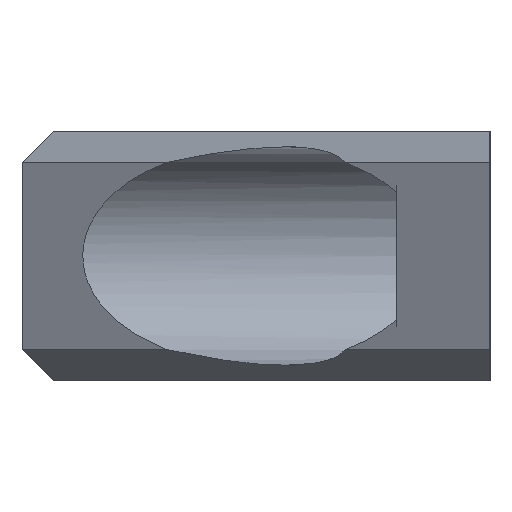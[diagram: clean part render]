
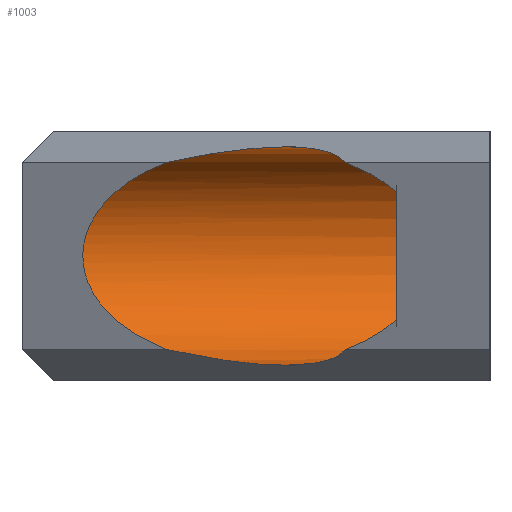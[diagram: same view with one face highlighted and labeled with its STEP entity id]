
A CAD part, left-side view. The second image highlights one B-rep face of the part: STEP entity #1003.
In plain terms, the highlighted cylindrical face has radius 3.5 mm (diameter 7 mm), a partial arc.
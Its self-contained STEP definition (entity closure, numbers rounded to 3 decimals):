
#6 = EDGE_CURVE ( 'NONE', #590, #631, #1193, .T. ) ;
#12 = CARTESIAN_POINT ( 'NONE',  ( 4.729, 6.562, 7.5 ) ) ;
#36 = CARTESIAN_POINT ( 'NONE',  ( 5.368, 7.576, 7.5 ) ) ;
#43 = CARTESIAN_POINT ( 'NONE',  ( 5.984, 8.873, 7.329 ) ) ;
#70 = VECTOR ( 'NONE', #279, 1000. ) ;
#71 = CARTESIAN_POINT ( 'NONE',  ( 4.729, 6.562, 0.5 ) ) ;
#80 = ORIENTED_EDGE ( 'NONE', *, *, #477, .T. ) ;
#114 = CARTESIAN_POINT ( 'NONE',  ( 9.065, 14.377, 2.522 ) ) ;
#123 = LINE ( 'NONE', #607, #239 ) ;
#132 = ORIENTED_EDGE ( 'NONE', *, *, #704, .T. ) ;
#137 = CARTESIAN_POINT ( 'NONE',  ( 6.531, 10.359, 7. ) ) ;
#167 = CARTESIAN_POINT ( 'NONE',  ( 4.729, 6.562, 0.5 ) ) ;
#169 = CARTESIAN_POINT ( 'NONE',  ( 5.984, 8.873, 0.671 ) ) ;
#212 = DIRECTION ( 'NONE',  ( 0., 1., 0. ) ) ;
#230 = DIRECTION ( 'NONE',  ( 0., 1., 0. ) ) ;
#239 = VECTOR ( 'NONE', #323, 1000. ) ;
#246 = CYLINDRICAL_SURFACE ( 'NONE', #520, 3.5 ) ;
#279 = DIRECTION ( 'NONE',  ( 0., 1., 0. ) ) ;
#323 = DIRECTION ( 'NONE',  ( 0., 1., 0. ) ) ;
#381 = EDGE_CURVE ( 'NONE', #686, #606, #630, .T. ) ;
#442 = EDGE_CURVE ( 'NONE', #606, #582, #123, .T. ) ;
#472 = CARTESIAN_POINT ( 'NONE',  ( 6.531, 10.359, 1. ) ) ;
#477 = EDGE_CURVE ( 'NONE', #1118, #631, #903, .T. ) ;
#507 = ORIENTED_EDGE ( 'NONE', *, *, #442, .F. ) ;
#520 = AXIS2_PLACEMENT_3D ( 'NONE', #640, #230, #622 ) ;
#533 = FACE_OUTER_BOUND ( 'NONE', #1058, .T. ) ;
#582 = VERTEX_POINT ( 'NONE', #167 ) ;
#590 = VERTEX_POINT ( 'NONE', #1032 ) ;
#603 = DIRECTION ( 'NONE',  ( 0., 0., 1. ) ) ;
#606 = VERTEX_POINT ( 'NONE', #937 ) ;
#607 = CARTESIAN_POINT ( 'NONE',  ( 4.729, 3., 0.5 ) ) ;
#622 = DIRECTION ( 'NONE',  ( 0., 0., 1. ) ) ;
#628 = CARTESIAN_POINT ( 'NONE',  ( 6.531, 10.359, 7. ) ) ;
#630 = CIRCLE ( 'NONE', #787, 3.5 ) ;
#631 = VERTEX_POINT ( 'NONE', #1039 ) ;
#640 = CARTESIAN_POINT ( 'NONE',  ( 4.729, 3., 4. ) ) ;
#678 = ORIENTED_EDGE ( 'NONE', *, *, #381, .F. ) ;
#686 = VERTEX_POINT ( 'NONE', #850 ) ;
#704 = EDGE_CURVE ( 'NONE', #590, #582, #732, .T. ) ;
#713 = CARTESIAN_POINT ( 'NONE',  ( 4.729, 6.562, 7.5 ) ) ;
#732 =( BOUNDED_CURVE ( )  B_SPLINE_CURVE ( 3, ( #472, #169, #1047, #71 ),
 .UNSPECIFIED., .F., .F. ) 
 B_SPLINE_CURVE_WITH_KNOTS ( ( 4, 4 ),
 ( 1.898, 2.439 ),
 .UNSPECIFIED. ) 
 CURVE ( )  GEOMETRIC_REPRESENTATION_ITEM ( )  RATIONAL_B_SPLINE_CURVE ( ( 1., 0.976, 0.976, 1. ) ) 
 REPRESENTATION_ITEM ( '' )  );
#787 = AXIS2_PLACEMENT_3D ( 'NONE', #1076, #212, #603 ) ;
#813 = CARTESIAN_POINT ( 'NONE',  ( 9.065, 14.377, 5.478 ) ) ;
#819 = CARTESIAN_POINT ( 'NONE',  ( 6.531, 10.359, 1. ) ) ;
#843 = ORIENTED_EDGE ( 'NONE', *, *, #6, .F. ) ;
#850 = CARTESIAN_POINT ( 'NONE',  ( 4.729, 3., 7.5 ) ) ;
#853 = CARTESIAN_POINT ( 'NONE',  ( 4.729, 3., 7.5 ) ) ;
#903 =( BOUNDED_CURVE ( )  B_SPLINE_CURVE ( 3, ( #713, #36, #43, #628 ),
 .UNSPECIFIED., .F., .F. ) 
 B_SPLINE_CURVE_WITH_KNOTS ( ( 4, 4 ),
 ( 3.844, 4.385 ),
 .UNSPECIFIED. ) 
 CURVE ( )  GEOMETRIC_REPRESENTATION_ITEM ( )  RATIONAL_B_SPLINE_CURVE ( ( 1., 0.976, 0.976, 1. ) ) 
 REPRESENTATION_ITEM ( '' )  );
#937 = CARTESIAN_POINT ( 'NONE',  ( 4.729, 3., 0.5 ) ) ;
#1003 = ADVANCED_FACE ( 'NONE', ( #533 ), #246, .F. ) ;
#1032 = CARTESIAN_POINT ( 'NONE',  ( 6.531, 10.359, 1. ) ) ;
#1039 = CARTESIAN_POINT ( 'NONE',  ( 6.531, 10.359, 7. ) ) ;
#1047 = CARTESIAN_POINT ( 'NONE',  ( 5.368, 7.576, 0.5 ) ) ;
#1057 = LINE ( 'NONE', #853, #70 ) ;
#1058 = EDGE_LOOP ( 'NONE', ( #507, #678, #1174, #80, #843, #132 ) ) ;
#1076 = CARTESIAN_POINT ( 'NONE',  ( 4.729, 3., 4. ) ) ;
#1118 = VERTEX_POINT ( 'NONE', #12 ) ;
#1137 = EDGE_CURVE ( 'NONE', #686, #1118, #1057, .T. ) ;
#1174 = ORIENTED_EDGE ( 'NONE', *, *, #1137, .T. ) ;
#1193 =( BOUNDED_CURVE ( )  B_SPLINE_CURVE ( 3, ( #819, #114, #813, #137 ),
 .UNSPECIFIED., .F., .T. ) 
 B_SPLINE_CURVE_WITH_KNOTS ( ( 4, 4 ),
 ( 5.253, 7.313 ),
 .UNSPECIFIED. ) 
 CURVE ( )  GEOMETRIC_REPRESENTATION_ITEM ( )  RATIONAL_B_SPLINE_CURVE ( ( 1., 0.677, 0.677, 1. ) ) 
 REPRESENTATION_ITEM ( '' )  );
